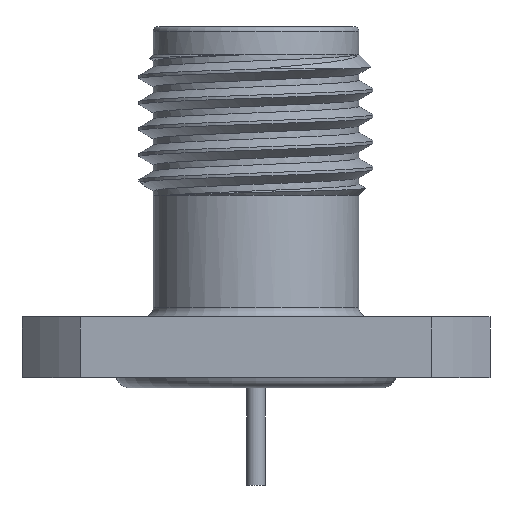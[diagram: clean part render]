
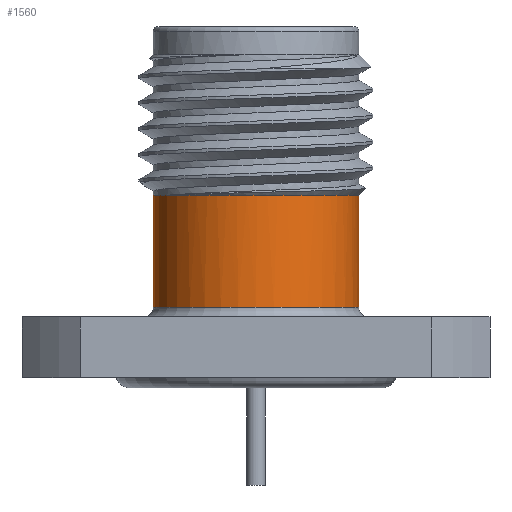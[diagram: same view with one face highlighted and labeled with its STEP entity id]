
A CAD part, front view. The second image highlights one B-rep face of the part: STEP entity #1560.
In plain terms, the highlighted cylindrical face has radius 2.791 mm (diameter 5.582 mm), a partial arc.
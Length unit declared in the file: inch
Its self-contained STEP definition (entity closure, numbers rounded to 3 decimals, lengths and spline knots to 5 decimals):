
#157 = CARTESIAN_POINT ( 'NONE',  ( -0.06304, -0.0908, -0.18 ) ) ;
#333 = ORIENTED_EDGE ( 'NONE', *, *, #3816, .F. ) ;
#379 = B_SPLINE_CURVE_WITH_KNOTS ( 'NONE', 3,
 ( #1667, #2666, #795, #157, #1068, #464, #443, #3607, #1047, #2348, #3359, #3280, #2326, #3625, #3990, #2026, #754, #1984 ),
 .UNSPECIFIED., .F., .F.,
 ( 4, 2, 2, 2, 2, 2, 2, 2, 4 ),
 ( 0., 0.125, 0.25, 0.375, 0.5, 0.625, 0.75, 0.875, 1. ),
 .UNSPECIFIED. ) ;
#424 = CARTESIAN_POINT ( 'NONE',  ( 0., 0., -0.51 ) ) ;
#443 = CARTESIAN_POINT ( 'NONE',  ( -0.01876, -0.10893, -0.18 ) ) ;
#464 = CARTESIAN_POINT ( 'NONE',  ( -0.03057, -0.10623, -0.18 ) ) ;
#490 = CARTESIAN_POINT ( 'NONE',  ( 0., 0., -0.3 ) ) ;
#508 = DIRECTION ( 'NONE',  ( 0., 0., 1. ) ) ;
#725 = EDGE_CURVE ( 'NONE', #4110, #2174, #1197, .T. ) ;
#754 = CARTESIAN_POINT ( 'NONE',  ( 0.10989, -0.01196, -0.18 ) ) ;
#795 = CARTESIAN_POINT ( 'NONE',  ( -0.0811, -0.07511, -0.18 ) ) ;
#833 = LINE ( 'NONE', #2101, #1195 ) ;
#923 = CARTESIAN_POINT ( 'NONE',  ( -0.09986, -0.04689, -0.18003 ) ) ;
#1047 = CARTESIAN_POINT ( 'NONE',  ( 0.01718, -0.1092, -0.18 ) ) ;
#1068 = CARTESIAN_POINT ( 'NONE',  ( -0.05271, -0.09716, -0.18 ) ) ;
#1195 = VECTOR ( 'NONE', #2046, 39.37008 ) ;
#1197 = CIRCLE ( 'NONE', #3559, 0.10989 ) ;
#1326 = EDGE_LOOP ( 'NONE', ( #2488, #2851, #2942, #2223, #333 ) ) ;
#1541 = CARTESIAN_POINT ( 'NONE',  ( -0.10369, -0.03765, -0.18006 ) ) ;
#1560 = ADVANCED_FACE ( 'NONE', ( #2350 ), #3302, .T. ) ;
#1648 = DIRECTION ( 'NONE',  ( 1., 0., 0. ) ) ;
#1667 = CARTESIAN_POINT ( 'NONE',  ( -0.09487, -0.05545, -0.18 ) ) ;
#1706 = LINE ( 'NONE', #3008, #3505 ) ;
#1718 = EDGE_CURVE ( 'NONE', #4110, #3439, #833, .T. ) ;
#1751 = DIRECTION ( 'NONE',  ( -1., 0., 0. ) ) ;
#1851 = CARTESIAN_POINT ( 'NONE',  ( -0.10988, 0., -0.18 ) ) ;
#1984 = CARTESIAN_POINT ( 'NONE',  ( 0.10989, 0., -0.18 ) ) ;
#2026 = CARTESIAN_POINT ( 'NONE',  ( 0.10792, -0.02392, -0.18 ) ) ;
#2046 = DIRECTION ( 'NONE',  ( 0., 0., 1. ) ) ;
#2101 = CARTESIAN_POINT ( 'NONE',  ( -0.10989, 0., -0.51 ) ) ;
#2174 = VERTEX_POINT ( 'NONE', #3052 ) ;
#2223 = ORIENTED_EDGE ( 'NONE', *, *, #3451, .F. ) ;
#2326 = CARTESIAN_POINT ( 'NONE',  ( 0.08, -0.07628, -0.18 ) ) ;
#2348 = CARTESIAN_POINT ( 'NONE',  ( 0.04027, -0.10294, -0.18 ) ) ;
#2350 = FACE_OUTER_BOUND ( 'NONE', #1326, .T. ) ;
#2419 = B_SPLINE_CURVE_WITH_KNOTS ( 'NONE', 3,
 ( #1851, #3112, #2472, #1541, #923, #3744 ),
 .UNSPECIFIED., .F., .F.,
 ( 4, 2, 4 ),
 ( 0., 0.5, 1. ),
 .UNSPECIFIED. ) ;
#2472 = CARTESIAN_POINT ( 'NONE',  ( -0.10869, -0.01882, -0.18007 ) ) ;
#2488 = ORIENTED_EDGE ( 'NONE', *, *, #1718, .F. ) ;
#2593 = VERTEX_POINT ( 'NONE', #3270 ) ;
#2666 = CARTESIAN_POINT ( 'NONE',  ( -0.08883, -0.06578, -0.18 ) ) ;
#2851 = ORIENTED_EDGE ( 'NONE', *, *, #725, .T. ) ;
#2942 = ORIENTED_EDGE ( 'NONE', *, *, #3496, .T. ) ;
#2992 = DIRECTION ( 'NONE',  ( 0., 0., 1. ) ) ;
#3008 = CARTESIAN_POINT ( 'NONE',  ( 0.10989, 0., -0.51 ) ) ;
#3052 = CARTESIAN_POINT ( 'NONE',  ( 0.10989, 0., -0.3 ) ) ;
#3100 = CARTESIAN_POINT ( 'NONE',  ( -0.10989, 0., -0.3 ) ) ;
#3108 = CARTESIAN_POINT ( 'NONE',  ( 0.10989, 0., -0.18 ) ) ;
#3112 = CARTESIAN_POINT ( 'NONE',  ( -0.10988, -0.00925, -0.18005 ) ) ;
#3169 = VERTEX_POINT ( 'NONE', #3108 ) ;
#3270 = CARTESIAN_POINT ( 'NONE',  ( -0.09487, -0.05545, -0.18 ) ) ;
#3280 = CARTESIAN_POINT ( 'NONE',  ( 0.07117, -0.08458, -0.18 ) ) ;
#3302 = CYLINDRICAL_SURFACE ( 'NONE', #3618, 0.10989 ) ;
#3359 = CARTESIAN_POINT ( 'NONE',  ( 0.0513, -0.09791, -0.18 ) ) ;
#3439 = VERTEX_POINT ( 'NONE', #3914 ) ;
#3451 = EDGE_CURVE ( 'NONE', #2593, #3169, #379, .T. ) ;
#3496 = EDGE_CURVE ( 'NONE', #2174, #3169, #1706, .T. ) ;
#3505 = VECTOR ( 'NONE', #3956, 39.37008 ) ;
#3559 = AXIS2_PLACEMENT_3D ( 'NONE', #490, #508, #1751 ) ;
#3607 = CARTESIAN_POINT ( 'NONE',  ( 0.00512, -0.11042, -0.18 ) ) ;
#3618 = AXIS2_PLACEMENT_3D ( 'NONE', #424, #2992, #1648 ) ;
#3625 = CARTESIAN_POINT ( 'NONE',  ( 0.09454, -0.05728, -0.18 ) ) ;
#3744 = CARTESIAN_POINT ( 'NONE',  ( -0.09487, -0.05545, -0.18 ) ) ;
#3816 = EDGE_CURVE ( 'NONE', #3439, #2593, #2419, .T. ) ;
#3914 = CARTESIAN_POINT ( 'NONE',  ( -0.10988, 0., -0.18 ) ) ;
#3956 = DIRECTION ( 'NONE',  ( 0., 0., 1. ) ) ;
#3990 = CARTESIAN_POINT ( 'NONE',  ( 0.10024, -0.04658, -0.18 ) ) ;
#4110 = VERTEX_POINT ( 'NONE', #3100 ) ;
